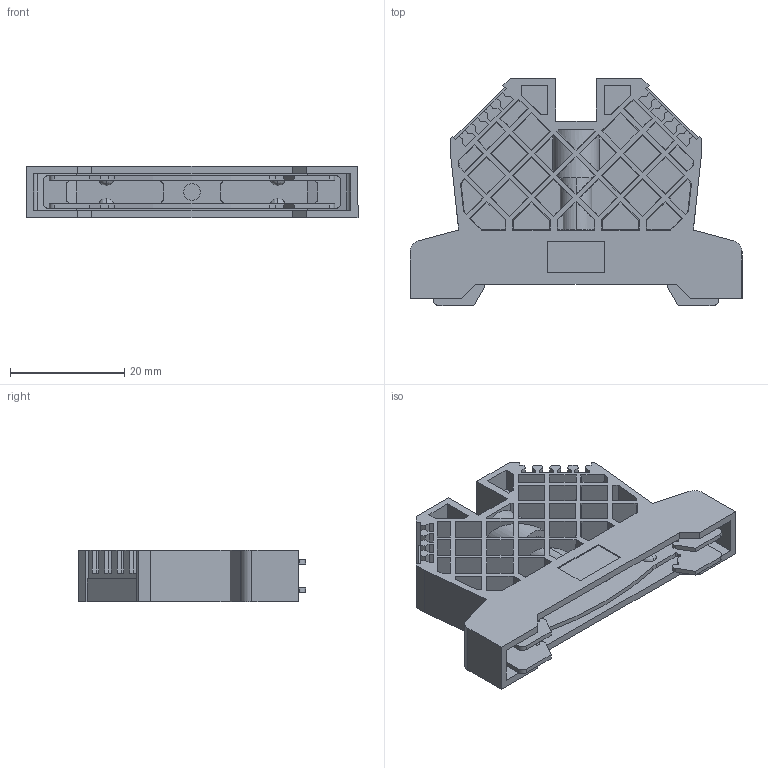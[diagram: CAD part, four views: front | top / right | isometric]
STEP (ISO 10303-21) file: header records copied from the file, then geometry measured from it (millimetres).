
FILE_DESCRIPTION (( 'STEP AP214' ), '1' );
FILE_NAME ('43442_DN-EB35.STEP', '2014-05-29T10:09:43', ( '' ), ( '' ), 'SwSTEP 2.0', 'SolidWorks 2013', '' );
FILE_SCHEMA (( 'AUTOMOTIVE_DESIGN' ));
Length unit declared in the file: millimetre
Products named in the file (2): 20709; 43442_DN-EB35
Assembly tree (1 placements, depth 2):
  43442_DN-EB35
    20709
Bounding box: 58 x 39.7 x 9 mm (x, y, z)
Volume: 6742.8 mm3; surface area: 12199.5 mm2
Topology: 2 solids, 2 shells, 657 faces, 1737 edges, 1152 vertices
Faces by surface type: plane 541, cylinder 90, bspline 24, cone 2
Entity records: 26337 total; most frequent: CARTESIAN_POINT 4590, ORIENTED_EDGE 3474, DIRECTION 3103, EDGE_CURVE 1737, VECTOR 1469, LINE 1469, VERTEX_POINT 1152, AXIS2_PLACEMENT_3D 817
